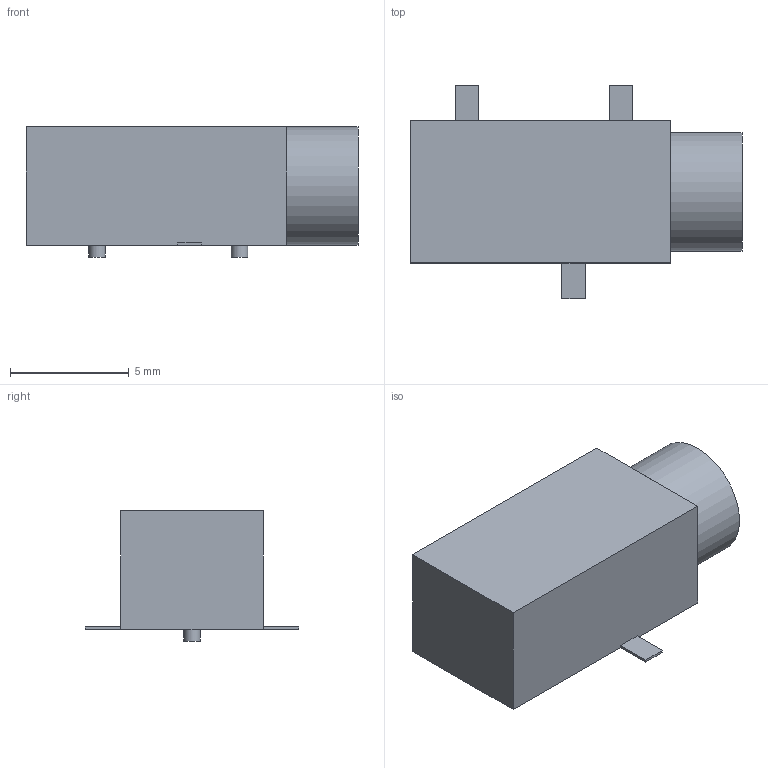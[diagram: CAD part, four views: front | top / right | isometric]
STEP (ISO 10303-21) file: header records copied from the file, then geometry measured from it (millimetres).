
FILE_DESCRIPTION(/* description */ (''),/* implementation_level */ '2;1');
FILE_NAME(/* name */ 'pj-320b.stp',/* time_stamp */ '2023-09-20T05:34:44+08:00',/* author */ (''),/* organization */ (''),/* preprocessor_version */ 'ST-DEVELOPER v15.2',/* originating_system */ 'Autodesk Translator Framework v2.0.0.5431',/* authorisation */ '');
FILE_SCHEMA (('AUTOMOTIVE_DESIGN { 1 0 10303 214 3 1 1 }'));
Length unit declared in the file: centimetre
Products named in the file (1): (Unsaved)
Bounding box: 14 x 9 x 5.5 mm (x, y, z)
Volume: 257.4 mm3; surface area: 508.2 mm2
Topology: 1 solids, 1 shells, 27 faces, 63 edges, 41 vertices
Faces by surface type: plane 23, cylinder 4
Full cylindrical faces by diameter (mm): 0.7 x2, 3.6 x1, 5 x1
Entity records: 761 total; most frequent: CARTESIAN_POINT 128, DIRECTION 124, ORIENTED_EDGE 118, EDGE_CURVE 59, LINE 50, VECTOR 50, VERTEX_POINT 41, AXIS2_PLACEMENT_3D 37
